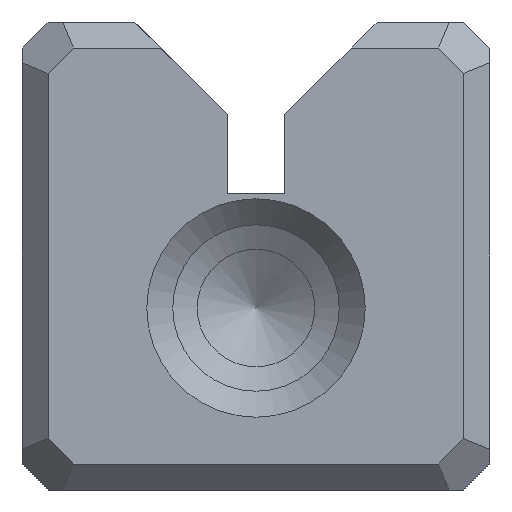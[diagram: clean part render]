
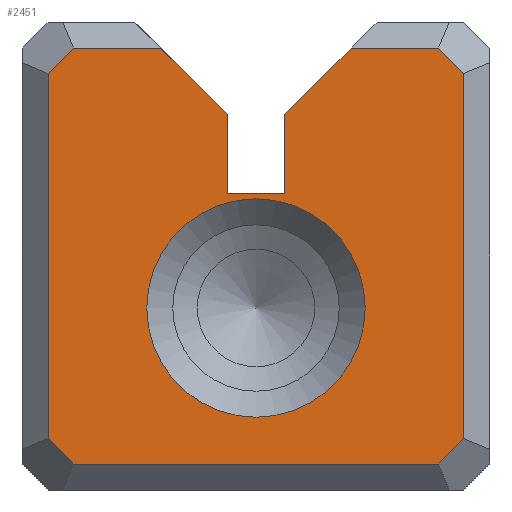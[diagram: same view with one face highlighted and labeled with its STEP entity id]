
A CAD part, left-side view. The second image highlights one B-rep face of the part: STEP entity #2451.
In plain terms, the highlighted planar face has unit normal (-1, 0, 0).
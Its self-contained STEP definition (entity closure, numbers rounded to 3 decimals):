
#2451=ADVANCED_FACE('',(#3307,#3308),#2814,.F.);
#2814=PLANE('',#8584);
#3055=CIRCLE('',#8583,2.1);
#3307=FACE_BOUND('',#3444,.T.);
#3308=FACE_BOUND('',#3445,.T.);
#3444=EDGE_LOOP('',(#4103));
#3445=EDGE_LOOP('',(#4104,#4105,#4106,#4107,#4108,#4109,#4110,#4111,#4112,
#4113,#4114,#4115,#4116,#4117));
#4103=ORIENTED_EDGE('',*,*,#6544,.T.);
#4104=ORIENTED_EDGE('',*,*,#6545,.T.);
#4105=ORIENTED_EDGE('',*,*,#6546,.T.);
#4106=ORIENTED_EDGE('',*,*,#6547,.F.);
#4107=ORIENTED_EDGE('',*,*,#6548,.F.);
#4108=ORIENTED_EDGE('',*,*,#6549,.F.);
#4109=ORIENTED_EDGE('',*,*,#6550,.F.);
#4110=ORIENTED_EDGE('',*,*,#6551,.F.);
#4111=ORIENTED_EDGE('',*,*,#6552,.T.);
#4112=ORIENTED_EDGE('',*,*,#6553,.T.);
#4113=ORIENTED_EDGE('',*,*,#6554,.T.);
#4114=ORIENTED_EDGE('',*,*,#6555,.T.);
#4115=ORIENTED_EDGE('',*,*,#6556,.T.);
#4116=ORIENTED_EDGE('',*,*,#6557,.T.);
#4117=ORIENTED_EDGE('',*,*,#6558,.T.);
#5921=VERTEX_POINT('',#10948);
#5922=VERTEX_POINT('',#10950);
#5923=VERTEX_POINT('',#10951);
#5924=VERTEX_POINT('',#10953);
#5925=VERTEX_POINT('',#10955);
#5926=VERTEX_POINT('',#10957);
#5927=VERTEX_POINT('',#10959);
#5928=VERTEX_POINT('',#10961);
#5929=VERTEX_POINT('',#10963);
#5930=VERTEX_POINT('',#10965);
#5931=VERTEX_POINT('',#10967);
#5932=VERTEX_POINT('',#10969);
#5933=VERTEX_POINT('',#10971);
#5934=VERTEX_POINT('',#10973);
#5935=VERTEX_POINT('',#10975);
#6544=EDGE_CURVE('',#5921,#5921,#3055,.T.);
#6545=EDGE_CURVE('',#5922,#5923,#7372,.T.);
#6546=EDGE_CURVE('',#5923,#5924,#7373,.T.);
#6547=EDGE_CURVE('',#5925,#5924,#7374,.T.);
#6548=EDGE_CURVE('',#5926,#5925,#7375,.T.);
#6549=EDGE_CURVE('',#5927,#5926,#7376,.T.);
#6550=EDGE_CURVE('',#5928,#5927,#7377,.T.);
#6551=EDGE_CURVE('',#5929,#5928,#7378,.T.);
#6552=EDGE_CURVE('',#5929,#5930,#7379,.T.);
#6553=EDGE_CURVE('',#5930,#5931,#7380,.T.);
#6554=EDGE_CURVE('',#5931,#5932,#7381,.T.);
#6555=EDGE_CURVE('',#5932,#5933,#7382,.T.);
#6556=EDGE_CURVE('',#5933,#5934,#7383,.T.);
#6557=EDGE_CURVE('',#5934,#5935,#7384,.T.);
#6558=EDGE_CURVE('',#5935,#5922,#7385,.T.);
#7372=LINE('',#10949,#8056);
#7373=LINE('',#10952,#8057);
#7374=LINE('',#10954,#8058);
#7375=LINE('',#10956,#8059);
#7376=LINE('',#10958,#8060);
#7377=LINE('',#10960,#8061);
#7378=LINE('',#10962,#8062);
#7379=LINE('',#10964,#8063);
#7380=LINE('',#10966,#8064);
#7381=LINE('',#10968,#8065);
#7382=LINE('',#10970,#8066);
#7383=LINE('',#10972,#8067);
#7384=LINE('',#10974,#8068);
#7385=LINE('',#10976,#8069);
#8056=VECTOR('',#9077,1.);
#8057=VECTOR('',#9078,1.);
#8058=VECTOR('',#9079,1.);
#8059=VECTOR('',#9080,1.);
#8060=VECTOR('',#9081,1.);
#8061=VECTOR('',#9082,1.);
#8062=VECTOR('',#9083,1.);
#8063=VECTOR('',#9084,1.);
#8064=VECTOR('',#9085,1.);
#8065=VECTOR('',#9086,1.);
#8066=VECTOR('',#9087,1.);
#8067=VECTOR('',#9088,1.);
#8068=VECTOR('',#9089,1.);
#8069=VECTOR('',#9090,1.);
#8583=AXIS2_PLACEMENT_3D('',#10947,#9075,#9076);
#8584=AXIS2_PLACEMENT_3D('',#10977,#9091,#9092);
#9075=DIRECTION('',(1.,0.,0.));
#9076=DIRECTION('',(0.,0.,-1.));
#9077=DIRECTION('',(0.,0.707,0.707));
#9078=DIRECTION('',(0.,1.,0.));
#9079=DIRECTION('',(0.,-0.707,0.707));
#9080=DIRECTION('',(0.,0.,1.));
#9081=DIRECTION('',(0.,-1.,0.));
#9082=DIRECTION('',(0.,0.,-1.));
#9083=DIRECTION('',(0.,-0.707,-0.707));
#9084=DIRECTION('',(0.,1.,0.));
#9085=DIRECTION('',(0.,0.707,-0.707));
#9086=DIRECTION('',(0.,0.,-1.));
#9087=DIRECTION('',(0.,-0.707,-0.707));
#9088=DIRECTION('',(0.,-1.,0.));
#9089=DIRECTION('',(0.,-0.707,0.707));
#9090=DIRECTION('',(0.,0.,1.));
#9091=DIRECTION('',(1.,0.,0.));
#9092=DIRECTION('',(0.,0.,1.));
#10947=CARTESIAN_POINT('',(-62.5,0.,-1.));
#10948=CARTESIAN_POINT('',(-62.5,0.,-3.1));
#10949=CARTESIAN_POINT('',(-62.5,-3.755,3.755));
#10950=CARTESIAN_POINT('',(-62.5,-4.,3.51));
#10951=CARTESIAN_POINT('',(-62.5,-3.51,4.));
#10952=CARTESIAN_POINT('',(-62.5,-2.328,4.));
#10953=CARTESIAN_POINT('',(-62.5,-1.828,4.));
#10954=CARTESIAN_POINT('',(-62.5,0.,2.172));
#10955=CARTESIAN_POINT('',(-62.5,-0.55,2.722));
#10956=CARTESIAN_POINT('',(-62.5,-0.55,1.2));
#10957=CARTESIAN_POINT('',(-62.5,-0.55,1.2));
#10958=CARTESIAN_POINT('',(-62.5,0.55,1.2));
#10959=CARTESIAN_POINT('',(-62.5,0.55,1.2));
#10960=CARTESIAN_POINT('',(-62.5,0.55,2.722));
#10961=CARTESIAN_POINT('',(-62.5,0.55,2.722));
#10962=CARTESIAN_POINT('',(-62.5,4.828,7.));
#10963=CARTESIAN_POINT('',(-62.5,1.828,4.));
#10964=CARTESIAN_POINT('',(-62.5,4.,4.));
#10965=CARTESIAN_POINT('',(-62.5,3.51,4.));
#10966=CARTESIAN_POINT('',(-62.5,3.755,3.755));
#10967=CARTESIAN_POINT('',(-62.5,4.,3.51));
#10968=CARTESIAN_POINT('',(-62.5,4.,-4.));
#10969=CARTESIAN_POINT('',(-62.5,4.,-3.51));
#10970=CARTESIAN_POINT('',(-62.5,3.755,-3.755));
#10971=CARTESIAN_POINT('',(-62.5,3.51,-4.));
#10972=CARTESIAN_POINT('',(-62.5,-4.,-4.));
#10973=CARTESIAN_POINT('',(-62.5,-3.51,-4.));
#10974=CARTESIAN_POINT('',(-62.5,-3.755,-3.755));
#10975=CARTESIAN_POINT('',(-62.5,-4.,-3.51));
#10976=CARTESIAN_POINT('',(-62.5,-4.,4.));
#10977=CARTESIAN_POINT('',(-62.5,0.,0.));
